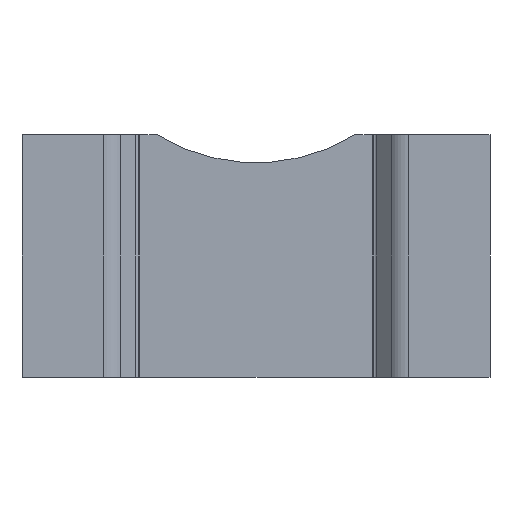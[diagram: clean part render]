
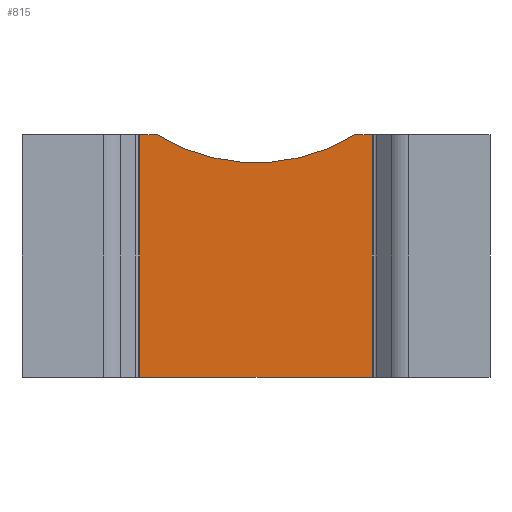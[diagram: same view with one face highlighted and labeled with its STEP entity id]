
A CAD part, front view. The second image highlights one B-rep face of the part: STEP entity #815.
In plain terms, the highlighted face is planar.
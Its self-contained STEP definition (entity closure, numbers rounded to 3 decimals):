
#59=CIRCLE('',#929,4.028);
#114=FACE_OUTER_BOUND('',#166,.T.);
#166=EDGE_LOOP('',(#692,#693,#694,#695,#696,#697));
#246=LINE('',#1384,#334);
#247=LINE('',#1386,#335);
#248=LINE('',#1388,#336);
#249=LINE('',#1390,#337);
#250=LINE('',#1391,#338);
#334=VECTOR('',#1153,0.385);
#335=VECTOR('',#1154,5.2);
#336=VECTOR('',#1155,5.);
#337=VECTOR('',#1156,5.2);
#338=VECTOR('',#1157,0.385);
#398=VERTEX_POINT('',#1380);
#399=VERTEX_POINT('',#1381);
#400=VERTEX_POINT('',#1383);
#401=VERTEX_POINT('',#1385);
#402=VERTEX_POINT('',#1387);
#403=VERTEX_POINT('',#1389);
#498=EDGE_CURVE('',#398,#399,#59,.T.);
#499=EDGE_CURVE('',#398,#400,#246,.T.);
#500=EDGE_CURVE('',#400,#401,#247,.T.);
#501=EDGE_CURVE('',#401,#402,#248,.T.);
#502=EDGE_CURVE('',#402,#403,#249,.T.);
#503=EDGE_CURVE('',#403,#399,#250,.T.);
#692=ORIENTED_EDGE('',*,*,#498,.F.);
#693=ORIENTED_EDGE('',*,*,#499,.T.);
#694=ORIENTED_EDGE('',*,*,#500,.T.);
#695=ORIENTED_EDGE('',*,*,#501,.T.);
#696=ORIENTED_EDGE('',*,*,#502,.T.);
#697=ORIENTED_EDGE('',*,*,#503,.T.);
#764=PLANE('',#928);
#815=ADVANCED_FACE('',(#114),#764,.F.);
#928=AXIS2_PLACEMENT_3D('',#1379,#1149,#1150);
#929=AXIS2_PLACEMENT_3D('',#1382,#1151,#1152);
#1149=DIRECTION('center_axis',(0.,0.,1.));
#1150=DIRECTION('ref_axis',(1.,0.,0.));
#1151=DIRECTION('center_axis',(0.,0.,-1.));
#1152=DIRECTION('ref_axis',(-0.525,0.851,0.));
#1153=DIRECTION('',(-1.,0.,0.));
#1154=DIRECTION('',(0.,1.,0.));
#1155=DIRECTION('',(1.,0.,0.));
#1156=DIRECTION('',(0.,-1.,0.));
#1157=DIRECTION('',(-1.,0.,0.));
#1379=CARTESIAN_POINT('Origin',(0.,0.,0.));
#1380=CARTESIAN_POINT('',(0.385,0.,0.));
#1381=CARTESIAN_POINT('',(4.615,0.,0.));
#1382=CARTESIAN_POINT('Origin',(2.5,-3.428,0.));
#1383=CARTESIAN_POINT('',(0.,0.,0.));
#1384=CARTESIAN_POINT('',(0.385,0.,0.));
#1385=CARTESIAN_POINT('',(0.,5.2,0.));
#1386=CARTESIAN_POINT('',(0.,0.,0.));
#1387=CARTESIAN_POINT('',(5.,5.2,0.));
#1388=CARTESIAN_POINT('',(0.,5.2,0.));
#1389=CARTESIAN_POINT('',(5.,0.,0.));
#1390=CARTESIAN_POINT('',(5.,5.2,0.));
#1391=CARTESIAN_POINT('',(5.,0.,0.));
